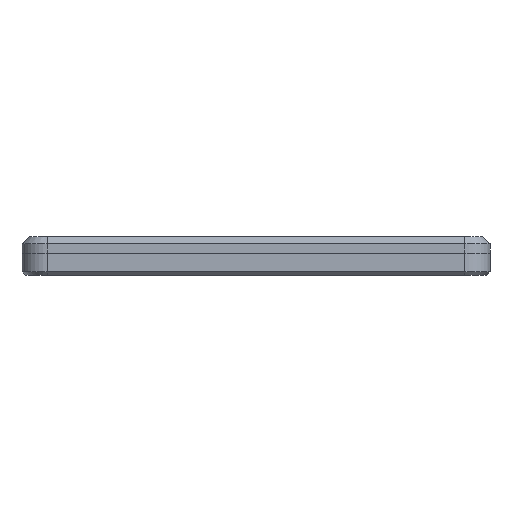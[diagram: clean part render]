
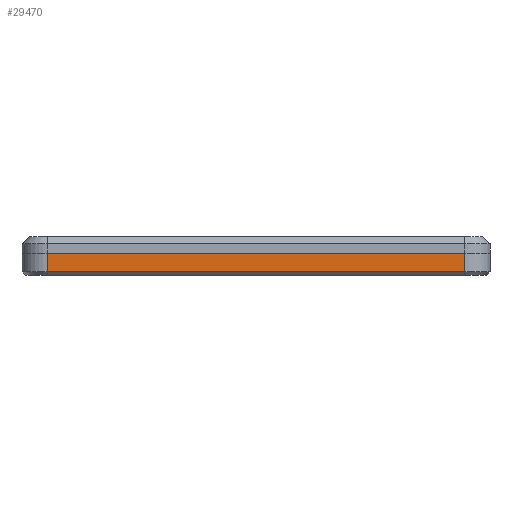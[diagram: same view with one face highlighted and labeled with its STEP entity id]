
A CAD part, left-side view. The second image highlights one B-rep face of the part: STEP entity #29470.
In plain terms, the highlighted planar face has unit normal (-1, 0, 0).
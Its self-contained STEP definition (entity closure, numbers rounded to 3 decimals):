
#2517=FACE_OUTER_BOUND('',#4369,.T.);
#4369=EDGE_LOOP('',(#25827,#25828,#25829,#25830));
#8419=LINE('',#48303,#11420);
#8437=LINE('',#48354,#11438);
#8438=LINE('',#48358,#11439);
#8439=LINE('',#48359,#11440);
#11420=VECTOR('',#40009,10.);
#11438=VECTOR('',#40061,10.);
#11439=VECTOR('',#40066,10.);
#11440=VECTOR('',#40067,10.);
#14021=VERTEX_POINT('',#48299);
#14022=VERTEX_POINT('',#48301);
#14038=VERTEX_POINT('',#48353);
#14039=VERTEX_POINT('',#48357);
#17972=EDGE_CURVE('',#14022,#14021,#8419,.T.);
#17997=EDGE_CURVE('',#14021,#14038,#8437,.T.);
#17999=EDGE_CURVE('',#14039,#14022,#8438,.T.);
#18000=EDGE_CURVE('',#14038,#14039,#8439,.T.);
#25827=ORIENTED_EDGE('',*,*,#17972,.F.);
#25828=ORIENTED_EDGE('',*,*,#17999,.F.);
#25829=ORIENTED_EDGE('',*,*,#18000,.F.);
#25830=ORIENTED_EDGE('',*,*,#17997,.F.);
#27188=PLANE('',#32115);
#29470=ADVANCED_FACE('',(#2517),#27188,.T.);
#32115=AXIS2_PLACEMENT_3D('',#48356,#40064,#40065);
#40009=DIRECTION('',(0.,1.,0.));
#40061=DIRECTION('',(0.,0.,1.));
#40064=DIRECTION('center_axis',(-1.,0.,0.));
#40065=DIRECTION('ref_axis',(0.,1.,0.));
#40066=DIRECTION('',(0.,0.,-1.));
#40067=DIRECTION('',(0.,-1.,0.));
#48299=CARTESIAN_POINT('',(-109.,56.85,-2.2));
#48301=CARTESIAN_POINT('',(-109.,-59.25,-2.2));
#48303=CARTESIAN_POINT('',(-109.,-30.225,-2.2));
#48353=CARTESIAN_POINT('',(-109.,56.85,3.));
#48354=CARTESIAN_POINT('',(-109.,56.85,0.));
#48356=CARTESIAN_POINT('Origin',(-109.,-59.25,0.));
#48357=CARTESIAN_POINT('',(-109.,-59.25,3.));
#48358=CARTESIAN_POINT('',(-109.,-59.25,-2.2));
#48359=CARTESIAN_POINT('',(-109.,27.825,3.));
